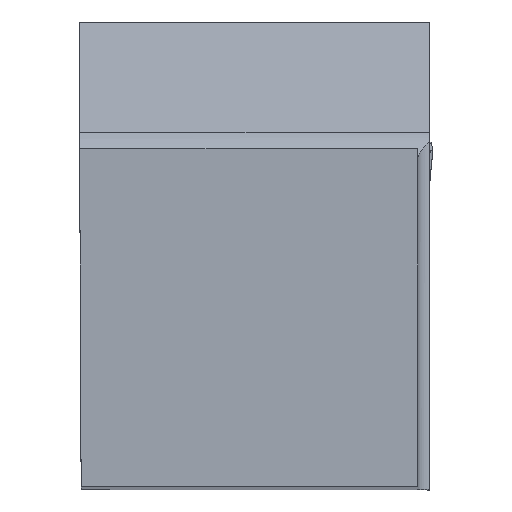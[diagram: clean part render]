
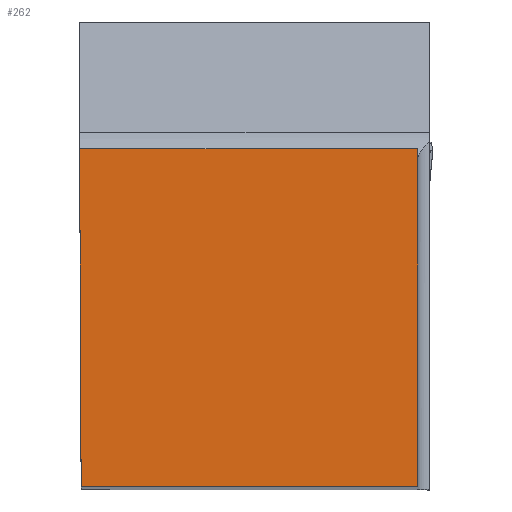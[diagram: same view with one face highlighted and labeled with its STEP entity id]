
A CAD part, top view. The second image highlights one B-rep face of the part: STEP entity #262.
In plain terms, the highlighted planar face has unit normal (0, 0, 1).
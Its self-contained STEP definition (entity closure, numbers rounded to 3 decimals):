
#262=ADVANCED_FACE('CU_BACK_SU1',(#419),#362,.F.);
#362=PLANE('',#2035);
#419=FACE_OUTER_BOUND('',#524,.T.);
#524=EDGE_LOOP('',(#792,#793,#794,#795));
#792=ORIENTED_EDGE('',*,*,#1461,.T.);
#793=ORIENTED_EDGE('',*,*,#1463,.F.);
#794=ORIENTED_EDGE('',*,*,#1430,.T.);
#795=ORIENTED_EDGE('',*,*,#1420,.T.);
#1239=VERTEX_POINT('',#2654);
#1241=VERTEX_POINT('',#2657);
#1249=VERTEX_POINT('',#2676);
#1262=VERTEX_POINT('',#2750);
#1420=EDGE_CURVE('',#1241,#1239,#1686,.T.);
#1430=EDGE_CURVE('',#1249,#1241,#1694,.T.);
#1461=EDGE_CURVE('',#1239,#1262,#1718,.T.);
#1463=EDGE_CURVE('',#1249,#1262,#1720,.T.);
#1686=LINE('',#2656,#1836);
#1694=LINE('',#2675,#1844);
#1718=LINE('',#2751,#1868);
#1720=LINE('',#2754,#1870);
#1836=VECTOR('',#2208,1.);
#1844=VECTOR('',#2222,1.);
#1868=VECTOR('',#2286,1.);
#1870=VECTOR('',#2290,1.);
#2035=AXIS2_PLACEMENT_3D('',#2755,#2291,#2292);
#2208=DIRECTION('',(0.004,-1.,0.));
#2222=DIRECTION('',(-1.,0.,0.));
#2286=DIRECTION('',(1.,0.,0.));
#2290=DIRECTION('',(0.,-1.,0.));
#2291=DIRECTION('',(0.,0.,-1.));
#2292=DIRECTION('',(0.,-1.,0.));
#2654=CARTESIAN_POINT('',(0.109,0.,0.));
#2656=CARTESIAN_POINT('',(-0.088,44.976,0.));
#2657=CARTESIAN_POINT('',(0.,24.875,0.));
#2675=CARTESIAN_POINT('',(-23.244,24.875,0.));
#2676=CARTESIAN_POINT('',(24.875,24.875,0.));
#2750=CARTESIAN_POINT('',(24.875,0.,0.));
#2751=CARTESIAN_POINT('',(-23.244,0.,0.));
#2754=CARTESIAN_POINT('',(24.875,44.875,0.));
#2755=CARTESIAN_POINT('',(-23.244,44.875,0.));
